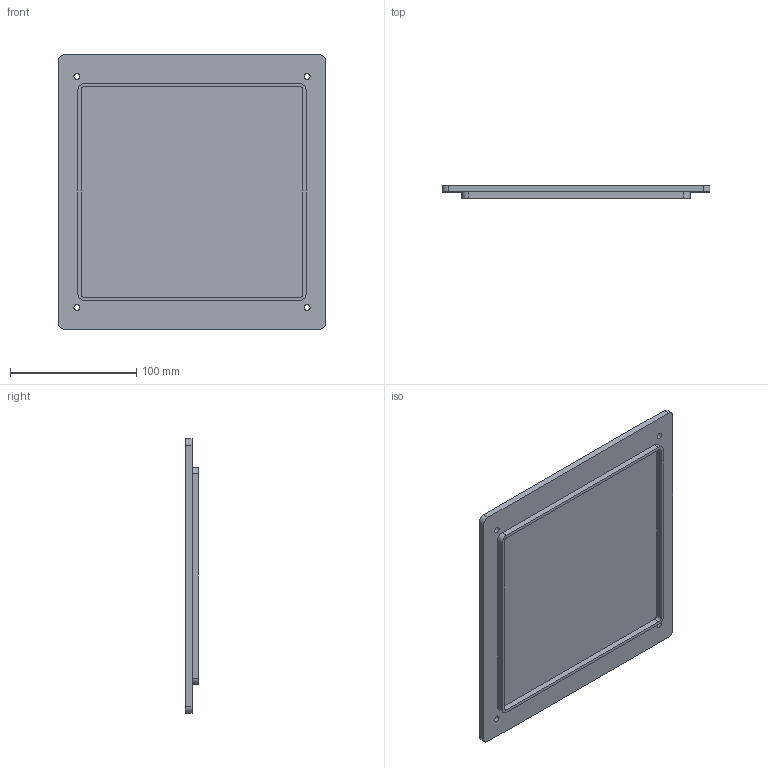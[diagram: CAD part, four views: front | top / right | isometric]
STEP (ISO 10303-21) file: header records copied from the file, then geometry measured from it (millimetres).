
FILE_DESCRIPTION(('FreeCAD Model'),'2;1');
FILE_NAME('Open CASCADE Shape Model','2024-08-01T10:58:10',('Author'),( ''),'Open CASCADE STEP processor 7.6','FreeCAD','Unknown');
FILE_SCHEMA(('AUTOMOTIVE_DESIGN { 1 0 10303 214 1 1 1 1 }'));
Length unit declared in the file: millimetre
Products named in the file (1): Back cover
Bounding box: 212 x 10 x 217 mm (x, y, z)
Volume: 238145.3 mm3; surface area: 103244.6 mm2
Topology: 1 solids, 1 shells, 32 faces, 84 edges, 56 vertices
Faces by surface type: plane 16, cylinder 16
Full cylindrical faces by diameter (mm): 4.8 x4
Entity records: 1040 total; most frequent: DIRECTION 182, CARTESIAN_POINT 173, ORIENTED_EDGE 168, EDGE_CURVE 84, AXIS2_PLACEMENT_3D 65, VERTEX_POINT 56, LINE 52, VECTOR 52
